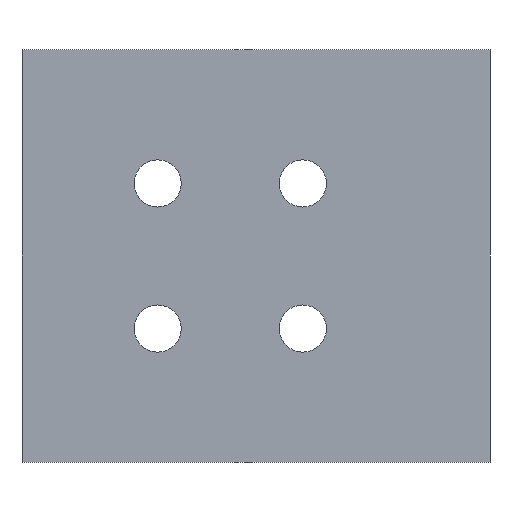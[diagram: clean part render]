
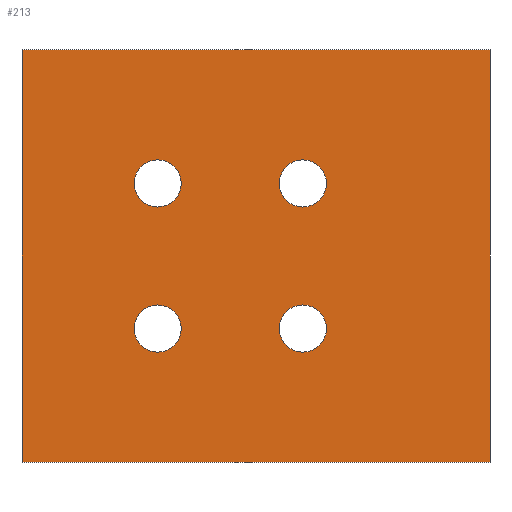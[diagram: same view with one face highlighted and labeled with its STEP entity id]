
A CAD part, front view. The second image highlights one B-rep face of the part: STEP entity #213.
In plain terms, the highlighted planar face has unit normal (0, -1, 0).
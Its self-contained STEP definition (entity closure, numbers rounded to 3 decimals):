
#99 = VERTEX_POINT( '', #265 );
#105 = EDGE_CURVE( '', #149, #175, #273, .T. );
#107 = VERTEX_POINT( '', #275 );
#109 = EDGE_CURVE( '', #229, #117, #277, .T. );
#117 = VERTEX_POINT( '', #285 );
#129 = VERTEX_POINT( '', #302 );
#131 = VERTEX_POINT( '', #304 );
#149 = VERTEX_POINT( '', #323 );
#151 = EDGE_CURVE( '', #129, #153, #325, .T. );
#153 = VERTEX_POINT( '', #327 );
#163 = EDGE_CURVE( '', #175, #149, #338, .T. );
#169 = EDGE_CURVE( '', #99, #107, #344, .T. );
#171 = VERTEX_POINT( '', #346 );
#173 = EDGE_CURVE( '', #153, #129, #348, .T. );
#175 = VERTEX_POINT( '', #350 );
#201 = VERTEX_POINT( '', #380 );
#203 = EDGE_CURVE( '', #235, #201, #382, .T. );
#213 = ADVANCED_FACE( '', ( #394, #395, #396, #397, #398 ), #399, .F. );
#215 = EDGE_CURVE( '', #117, #171, #401, .T. );
#217 = EDGE_CURVE( '', #131, #229, #403, .T. );
#229 = VERTEX_POINT( '', #416 );
#233 = EDGE_CURVE( '', #107, #99, #420, .T. );
#235 = VERTEX_POINT( '', #422 );
#239 = EDGE_CURVE( '', #171, #131, #426, .T. );
#241 = EDGE_CURVE( '', #201, #235, #428, .T. );
#265 = CARTESIAN_POINT( '', ( -16.8, 0., 10. ) );
#273 = CIRCLE( '', #452, 3.25 );
#275 = CARTESIAN_POINT( '', ( -10.3, 0., 10. ) );
#277 = LINE( '', #457, #458 );
#285 = CARTESIAN_POINT( '', ( -32.25, 0., -28.4 ) );
#302 = CARTESIAN_POINT( '', ( 9.7, 0., -10. ) );
#304 = CARTESIAN_POINT( '', ( 32.25, 0., 28.4 ) );
#323 = CARTESIAN_POINT( '', ( 9.7, 0., 10. ) );
#325 = CIRCLE( '', #521, 3.25 );
#327 = CARTESIAN_POINT( '', ( 3.2, 0., -10. ) );
#338 = CIRCLE( '', #538, 3.25 );
#344 = CIRCLE( '', #549, 3.25 );
#346 = CARTESIAN_POINT( '', ( -32.25, 0., 28.4 ) );
#348 = CIRCLE( '', #554, 3.25 );
#350 = CARTESIAN_POINT( '', ( 3.2, 0., 10. ) );
#380 = CARTESIAN_POINT( '', ( -16.8, 0., -10. ) );
#382 = CIRCLE( '', #596, 3.25 );
#394 = FACE_OUTER_BOUND( '', #609, .T. );
#395 = FACE_BOUND( '', #610, .T. );
#396 = FACE_BOUND( '', #611, .T. );
#397 = FACE_BOUND( '', #612, .T. );
#398 = FACE_BOUND( '', #613, .T. );
#399 = PLANE( '', #614 );
#401 = LINE( '', #617, #618 );
#403 = LINE( '', #621, #622 );
#416 = CARTESIAN_POINT( '', ( 32.25, 0., -28.4 ) );
#420 = CIRCLE( '', #645, 3.25 );
#422 = CARTESIAN_POINT( '', ( -10.3, 0., -10. ) );
#426 = LINE( '', #654, #655 );
#428 = CIRCLE( '', #658, 3.25 );
#452 = AXIS2_PLACEMENT_3D( '', #686, #687, #688 );
#457 = CARTESIAN_POINT( '', ( 32.25, 0., -28.4 ) );
#458 = VECTOR( '', #689, 1. );
#521 = AXIS2_PLACEMENT_3D( '', #725, #726, #727 );
#538 = AXIS2_PLACEMENT_3D( '', #740, #741, #742 );
#549 = AXIS2_PLACEMENT_3D( '', #745, #746, #747 );
#554 = AXIS2_PLACEMENT_3D( '', #748, #749, #750 );
#596 = AXIS2_PLACEMENT_3D( '', #789, #790, #791 );
#609 = EDGE_LOOP( '', ( #812, #813, #814, #815 ) );
#610 = EDGE_LOOP( '', ( #816, #817 ) );
#611 = EDGE_LOOP( '', ( #818, #819 ) );
#612 = EDGE_LOOP( '', ( #820, #821 ) );
#613 = EDGE_LOOP( '', ( #822, #823 ) );
#614 = AXIS2_PLACEMENT_3D( '', #824, #825, #826 );
#617 = CARTESIAN_POINT( '', ( -32.25, 0., -28.4 ) );
#618 = VECTOR( '', #827, 1. );
#621 = CARTESIAN_POINT( '', ( 32.25, 0., 28.4 ) );
#622 = VECTOR( '', #828, 1. );
#645 = AXIS2_PLACEMENT_3D( '', #847, #848, #849 );
#654 = CARTESIAN_POINT( '', ( -32.25, 0., 28.4 ) );
#655 = VECTOR( '', #851, 1. );
#658 = AXIS2_PLACEMENT_3D( '', #852, #853, #854 );
#686 = CARTESIAN_POINT( '', ( 6.45, 0., 10. ) );
#687 = DIRECTION( '', ( 0., 1., 0. ) );
#688 = DIRECTION( '', ( 1., 0., 0. ) );
#689 = DIRECTION( '', ( -1., 0., 0. ) );
#725 = CARTESIAN_POINT( '', ( 6.45, 0., -10. ) );
#726 = DIRECTION( '', ( 0., 1., 0. ) );
#727 = DIRECTION( '', ( 1., 0., 0. ) );
#740 = CARTESIAN_POINT( '', ( 6.45, 0., 10. ) );
#741 = DIRECTION( '', ( 0., 1., 0. ) );
#742 = DIRECTION( '', ( 1., 0., 0. ) );
#745 = CARTESIAN_POINT( '', ( -13.55, 0., 10. ) );
#746 = DIRECTION( '', ( 0., 1., 0. ) );
#747 = DIRECTION( '', ( 1., 0., 0. ) );
#748 = CARTESIAN_POINT( '', ( 6.45, 0., -10. ) );
#749 = DIRECTION( '', ( 0., 1., 0. ) );
#750 = DIRECTION( '', ( 1., 0., 0. ) );
#789 = CARTESIAN_POINT( '', ( -13.55, 0., -10. ) );
#790 = DIRECTION( '', ( 0., 1., 0. ) );
#791 = DIRECTION( '', ( 1., 0., 0. ) );
#812 = ORIENTED_EDGE( '', *, *, #239, .F. );
#813 = ORIENTED_EDGE( '', *, *, #215, .F. );
#814 = ORIENTED_EDGE( '', *, *, #109, .F. );
#815 = ORIENTED_EDGE( '', *, *, #217, .F. );
#816 = ORIENTED_EDGE( '', *, *, #151, .T. );
#817 = ORIENTED_EDGE( '', *, *, #173, .T. );
#818 = ORIENTED_EDGE( '', *, *, #105, .T. );
#819 = ORIENTED_EDGE( '', *, *, #163, .T. );
#820 = ORIENTED_EDGE( '', *, *, #203, .T. );
#821 = ORIENTED_EDGE( '', *, *, #241, .T. );
#822 = ORIENTED_EDGE( '', *, *, #233, .T. );
#823 = ORIENTED_EDGE( '', *, *, #169, .T. );
#824 = CARTESIAN_POINT( '', ( 0., 0., 0. ) );
#825 = DIRECTION( '', ( 0., 1., 0. ) );
#826 = DIRECTION( '', ( 0., 0., 1. ) );
#827 = DIRECTION( '', ( 0., 0., 1. ) );
#828 = DIRECTION( '', ( 0., 0., -1. ) );
#847 = CARTESIAN_POINT( '', ( -13.55, 0., 10. ) );
#848 = DIRECTION( '', ( 0., 1., 0. ) );
#849 = DIRECTION( '', ( 1., 0., 0. ) );
#851 = DIRECTION( '', ( 1., 0., 0. ) );
#852 = CARTESIAN_POINT( '', ( -13.55, 0., -10. ) );
#853 = DIRECTION( '', ( 0., 1., 0. ) );
#854 = DIRECTION( '', ( 1., 0., 0. ) );
